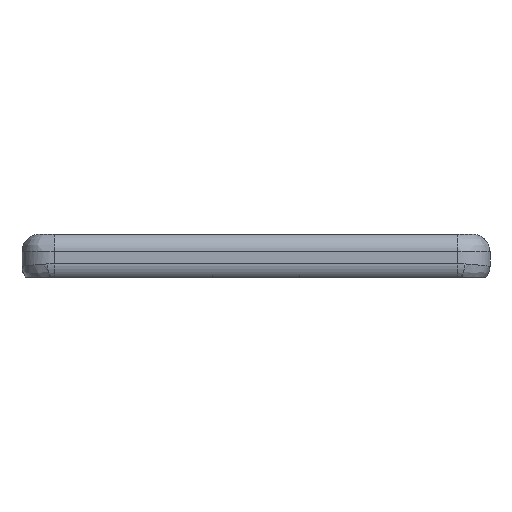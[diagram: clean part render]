
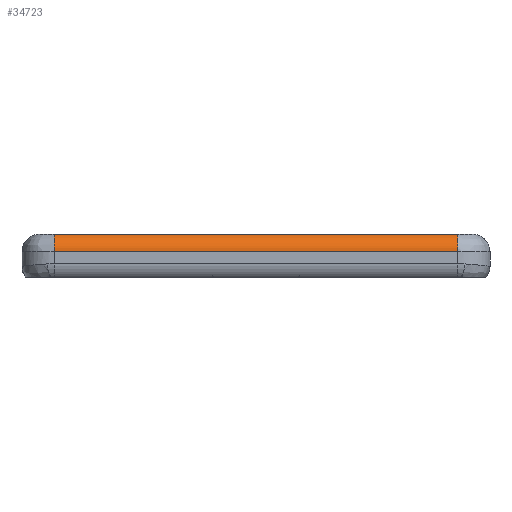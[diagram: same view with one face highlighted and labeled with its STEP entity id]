
A CAD part, left-side view. The second image highlights one B-rep face of the part: STEP entity #34723.
In plain terms, the highlighted cylindrical face has radius 5 mm (diameter 10 mm), a partial arc.
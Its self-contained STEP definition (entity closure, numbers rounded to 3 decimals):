
#940=LINE('',#57366,#3837);
#1544=LINE('',#61081,#4441);
#3837=VECTOR('',#44519,10.);
#4441=VECTOR('',#47761,10.);
#6073=CYLINDRICAL_SURFACE('',#39085,5.);
#7707=FACE_OUTER_BOUND('',#9750,.T.);
#9750=EDGE_LOOP('',(#27860,#27861,#27862,#27863));
#13741=CIRCLE('',#39084,5.);
#13742=CIRCLE('',#39086,5.);
#15721=VERTEX_POINT('',#57362);
#15723=VERTEX_POINT('',#57365);
#17379=VERTEX_POINT('',#61075);
#17380=VERTEX_POINT('',#61079);
#19592=EDGE_CURVE('',#15723,#15721,#940,.T.);
#21383=EDGE_CURVE('',#17379,#15721,#13741,.T.);
#21384=EDGE_CURVE('',#17380,#15723,#13742,.T.);
#21385=EDGE_CURVE('',#17379,#17380,#1544,.T.);
#27860=ORIENTED_EDGE('',*,*,#21384,.T.);
#27861=ORIENTED_EDGE('',*,*,#19592,.T.);
#27862=ORIENTED_EDGE('',*,*,#21383,.F.);
#27863=ORIENTED_EDGE('',*,*,#21385,.T.);
#34723=ADVANCED_FACE('',(#7707),#6073,.T.);
#39084=AXIS2_PLACEMENT_3D('',#61077,#47755,#47756);
#39085=AXIS2_PLACEMENT_3D('',#61078,#47757,#47758);
#39086=AXIS2_PLACEMENT_3D('',#61080,#47759,#47760);
#44519=DIRECTION('',(0.,1.,0.));
#47755=DIRECTION('center_axis',(0.,1.,0.));
#47756=DIRECTION('ref_axis',(-1.,0.,0.));
#47757=DIRECTION('center_axis',(0.,-1.,0.));
#47758=DIRECTION('ref_axis',(-0.707,0.,0.707));
#47759=DIRECTION('center_axis',(0.,1.,0.));
#47760=DIRECTION('ref_axis',(-1.,0.,0.));
#47761=DIRECTION('',(0.,-1.,0.));
#57362=CARTESIAN_POINT('',(2.113,7.875,6.73));
#57365=CARTESIAN_POINT('',(2.113,-108.525,6.73));
#57366=CARTESIAN_POINT('',(2.113,-20.725,6.73));
#61075=CARTESIAN_POINT('',(-2.887,7.875,1.73));
#61077=CARTESIAN_POINT('Origin',(2.113,7.875,1.73));
#61078=CARTESIAN_POINT('Origin',(2.113,-20.725,1.73));
#61079=CARTESIAN_POINT('',(-2.887,-108.525,1.73));
#61080=CARTESIAN_POINT('Origin',(2.113,-108.525,1.73));
#61081=CARTESIAN_POINT('',(-2.887,-20.725,1.73));
